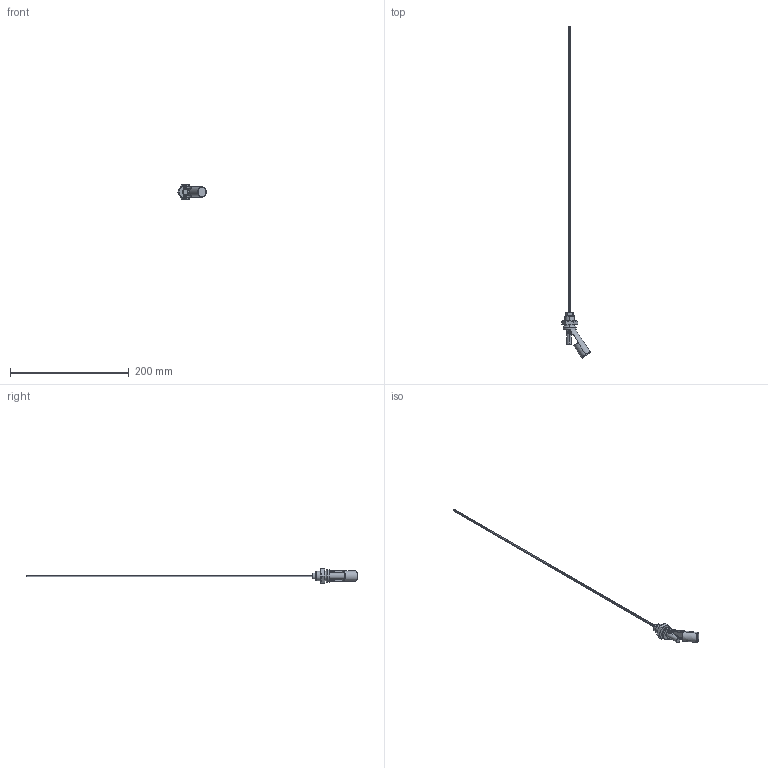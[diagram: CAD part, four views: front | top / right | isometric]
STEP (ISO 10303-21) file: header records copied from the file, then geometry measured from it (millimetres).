
FILE_DESCRIPTION (( 'STEP AP214' ), '1' );
FILE_NAME ('P500P.STEP', '2020-02-03T12:10:13', ( '' ), ( '' ), 'SwSTEP 2.0', 'SolidWorks 2019', '' );
FILE_SCHEMA (( 'AUTOMOTIVE_DESIGN' ));
Length unit declared in the file: millimetre
Products named in the file (1): P500P
Bounding box: 48.81 x 559.16 x 24 mm (x, y, z)
Surface area: 12980.8 mm2 (no closed solid volume)
Topology: 0 solids, 12 shells, 124 faces, 687 edges, 562 vertices
Faces by surface type: cylinder 54, plane 39, cone 15, torus 10, bspline 4, sphere 2
Entity records: 9888 total; most frequent: CARTESIAN_POINT 3365, DIRECTION 1045, ORIENTED_EDGE 955, EDGE_CURVE 687, VERTEX_POINT 562, AXIS2_PLACEMENT_3D 384, VECTOR 277, LINE 277
